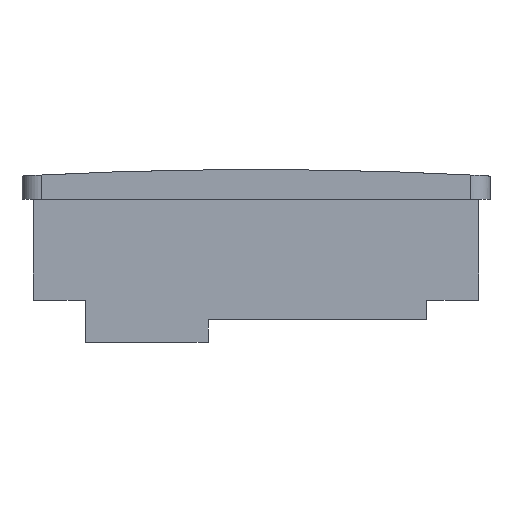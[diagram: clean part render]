
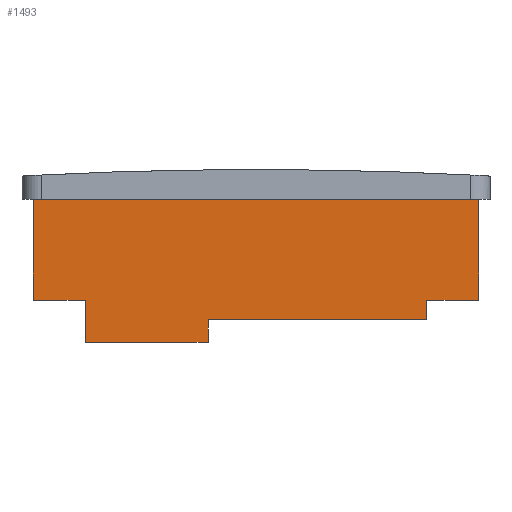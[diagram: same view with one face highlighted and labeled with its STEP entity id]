
A CAD part, left-side view. The second image highlights one B-rep face of the part: STEP entity #1493.
In plain terms, the highlighted planar face has unit normal (-1, 0, 0).
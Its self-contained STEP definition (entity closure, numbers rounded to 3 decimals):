
#153=FACE_OUTER_BOUND($,#249,.T.);
#249=EDGE_LOOP($,(#1321,#1322,#1323,#1324,#1325,#1326,#1327,#1328,#1329,
#1330));
#395=LINE($,#2452,#569);
#399=LINE($,#2460,#573);
#402=LINE($,#2466,#576);
#405=LINE($,#2472,#579);
#408=LINE($,#2478,#582);
#411=LINE($,#2484,#585);
#414=LINE($,#2490,#588);
#417=LINE($,#2496,#591);
#420=LINE($,#2502,#594);
#423=LINE($,#2507,#597);
#569=VECTOR($,#1933,137.);
#573=VECTOR($,#1939,31.);
#576=VECTOR($,#1944,15.987);
#579=VECTOR($,#1949,6.);
#582=VECTOR($,#1954,67.263);
#585=VECTOR($,#1959,7.);
#588=VECTOR($,#1964,37.762);
#591=VECTOR($,#1969,13.);
#594=VECTOR($,#1974,15.987);
#597=VECTOR($,#1979,31.);
#715=VERTEX_POINT($,#2450);
#716=VERTEX_POINT($,#2451);
#719=VERTEX_POINT($,#2459);
#721=VERTEX_POINT($,#2465);
#723=VERTEX_POINT($,#2471);
#725=VERTEX_POINT($,#2477);
#727=VERTEX_POINT($,#2483);
#729=VERTEX_POINT($,#2489);
#731=VERTEX_POINT($,#2495);
#733=VERTEX_POINT($,#2501);
#907=EDGE_CURVE($,#715,#716,#395,.T.);
#911=EDGE_CURVE($,#716,#719,#399,.T.);
#914=EDGE_CURVE($,#719,#721,#402,.T.);
#917=EDGE_CURVE($,#721,#723,#405,.T.);
#920=EDGE_CURVE($,#723,#725,#408,.T.);
#923=EDGE_CURVE($,#725,#727,#411,.T.);
#926=EDGE_CURVE($,#727,#729,#414,.T.);
#929=EDGE_CURVE($,#729,#731,#417,.T.);
#932=EDGE_CURVE($,#731,#733,#420,.T.);
#935=EDGE_CURVE($,#733,#715,#423,.T.);
#1321=ORIENTED_EDGE($,*,*,#907,.F.);
#1322=ORIENTED_EDGE($,*,*,#935,.F.);
#1323=ORIENTED_EDGE($,*,*,#932,.F.);
#1324=ORIENTED_EDGE($,*,*,#929,.F.);
#1325=ORIENTED_EDGE($,*,*,#926,.F.);
#1326=ORIENTED_EDGE($,*,*,#923,.F.);
#1327=ORIENTED_EDGE($,*,*,#920,.F.);
#1328=ORIENTED_EDGE($,*,*,#917,.F.);
#1329=ORIENTED_EDGE($,*,*,#914,.F.);
#1330=ORIENTED_EDGE($,*,*,#911,.F.);
#1410=PLANE($,#1601);
#1493=ADVANCED_FACE($,(#153),#1410,.F.);
#1601=AXIS2_PLACEMENT_3D($,#2509,#1981,#1982);
#1933=DIRECTION($,(0.,-1.,0.));
#1939=DIRECTION($,(0.,0.,-1.));
#1944=DIRECTION($,(0.,1.,0.));
#1949=DIRECTION($,(0.,0.,-1.));
#1954=DIRECTION($,(0.,1.,0.));
#1959=DIRECTION($,(0.,0.,-1.));
#1964=DIRECTION($,(0.,1.,0.));
#1969=DIRECTION($,(0.,0.,1.));
#1974=DIRECTION($,(0.,1.,0.));
#1979=DIRECTION($,(0.,0.,1.));
#1981=DIRECTION('center_axis',(1.,0.,0.));
#1982=DIRECTION('ref_axis',(0.,0.,-1.));
#2450=CARTESIAN_POINT('',(0.,68.5,44.));
#2451=CARTESIAN_POINT('',(0.,-68.5,44.));
#2452=CARTESIAN_POINT($,(0.,-68.5,44.));
#2459=CARTESIAN_POINT('',(0.,-68.5,13.));
#2460=CARTESIAN_POINT($,(0.,-68.5,13.));
#2465=CARTESIAN_POINT('',(0.,-52.513,13.));
#2466=CARTESIAN_POINT($,(0.,-52.513,13.));
#2471=CARTESIAN_POINT('',(0.,-52.513,7.));
#2472=CARTESIAN_POINT($,(0.,-52.513,7.));
#2477=CARTESIAN_POINT('',(0.,14.75,7.));
#2478=CARTESIAN_POINT($,(0.,14.75,7.));
#2483=CARTESIAN_POINT('',(0.,14.75,0.));
#2484=CARTESIAN_POINT($,(0.,14.75,0.));
#2489=CARTESIAN_POINT('',(0.,52.513,0.));
#2490=CARTESIAN_POINT($,(0.,52.513,0.));
#2495=CARTESIAN_POINT('',(0.,52.513,13.));
#2496=CARTESIAN_POINT($,(0.,52.513,13.));
#2501=CARTESIAN_POINT('',(0.,68.5,13.));
#2502=CARTESIAN_POINT($,(0.,68.5,13.));
#2507=CARTESIAN_POINT($,(0.,68.5,44.));
#2509=CARTESIAN_POINT('Origin',(0.,1.301,24.449));
